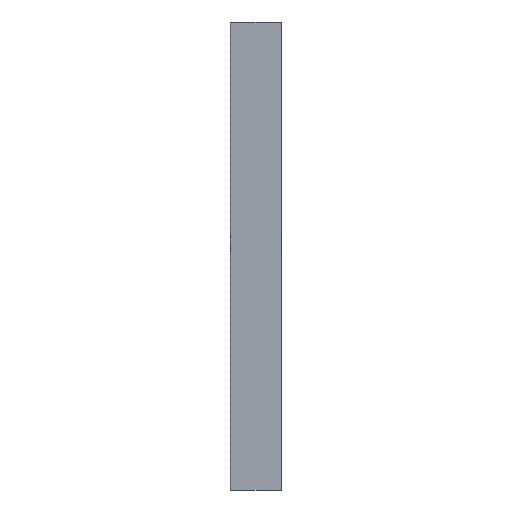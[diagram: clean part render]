
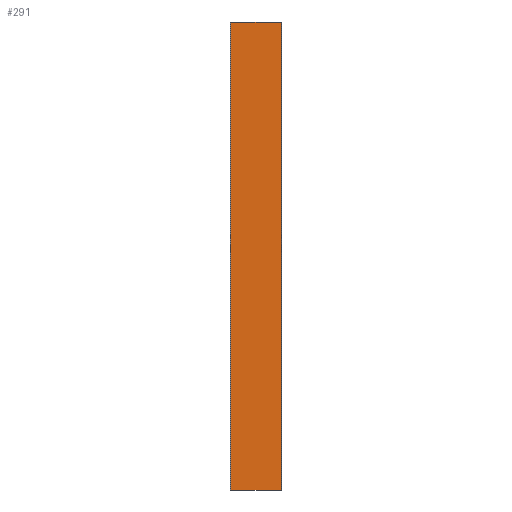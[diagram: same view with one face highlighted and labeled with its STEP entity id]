
A CAD part, front view. The second image highlights one B-rep face of the part: STEP entity #291.
In plain terms, the highlighted planar face has unit normal (0, -1, 0).
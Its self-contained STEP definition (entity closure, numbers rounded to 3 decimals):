
#6 = ORIENTED_EDGE ( 'NONE', *, *, #563, .T. ) ;
#37 = ORIENTED_EDGE ( 'NONE', *, *, #547, .F. ) ;
#52 = DIRECTION ( 'NONE',  ( 0., 0., 1. ) ) ;
#57 = EDGE_LOOP ( 'NONE', ( #542, #37, #327, #6 ) ) ;
#102 = CARTESIAN_POINT ( 'NONE',  ( 0., -1.5, -3000. ) ) ;
#134 = PLANE ( 'NONE',  #343 ) ;
#145 = CARTESIAN_POINT ( 'NONE',  ( 162., -1.5, 0. ) ) ;
#182 = DIRECTION ( 'NONE',  ( 1., 0., 0. ) ) ;
#207 = CARTESIAN_POINT ( 'NONE',  ( 162., -1.5, -3000. ) ) ;
#228 = CARTESIAN_POINT ( 'NONE',  ( 0., -1.5, -3000. ) ) ;
#254 = LINE ( 'NONE', #453, #278 ) ;
#257 = FACE_OUTER_BOUND ( 'NONE', #57, .T. ) ;
#278 = VECTOR ( 'NONE', #182, 1000. ) ;
#291 = ADVANCED_FACE ( 'NONE', ( #257 ), #134, .T. ) ;
#300 = VERTEX_POINT ( 'NONE', #559 ) ;
#309 = LINE ( 'NONE', #228, #503 ) ;
#327 = ORIENTED_EDGE ( 'NONE', *, *, #536, .T. ) ;
#343 = AXIS2_PLACEMENT_3D ( 'NONE', #102, #510, #362 ) ;
#356 = CARTESIAN_POINT ( 'NONE',  ( -162., -1.5, -3000. ) ) ;
#362 = DIRECTION ( 'NONE',  ( 0., 0., -1. ) ) ;
#380 = LINE ( 'NONE', #465, #425 ) ;
#410 = DIRECTION ( 'NONE',  ( 0., 0., 1. ) ) ;
#418 = LINE ( 'NONE', #207, #468 ) ;
#422 = VERTEX_POINT ( 'NONE', #356 ) ;
#425 = VECTOR ( 'NONE', #410, 1000. ) ;
#450 = VERTEX_POINT ( 'NONE', #508 ) ;
#453 = CARTESIAN_POINT ( 'NONE',  ( 0., -1.5, 0. ) ) ;
#461 = DIRECTION ( 'NONE',  ( 1., 0., 0. ) ) ;
#465 = CARTESIAN_POINT ( 'NONE',  ( -162., -1.5, -3000. ) ) ;
#468 = VECTOR ( 'NONE', #52, 1000. ) ;
#503 = VECTOR ( 'NONE', #461, 1000. ) ;
#508 = CARTESIAN_POINT ( 'NONE',  ( -162., -1.5, 0. ) ) ;
#510 = DIRECTION ( 'NONE',  ( 0., -1., 0. ) ) ;
#536 = EDGE_CURVE ( 'NONE', #422, #300, #309, .T. ) ;
#537 = VERTEX_POINT ( 'NONE', #145 ) ;
#542 = ORIENTED_EDGE ( 'NONE', *, *, #548, .F. ) ;
#547 = EDGE_CURVE ( 'NONE', #422, #450, #380, .T. ) ;
#548 = EDGE_CURVE ( 'NONE', #450, #537, #254, .T. ) ;
#559 = CARTESIAN_POINT ( 'NONE',  ( 162., -1.5, -3000. ) ) ;
#563 = EDGE_CURVE ( 'NONE', #300, #537, #418, .T. ) ;
